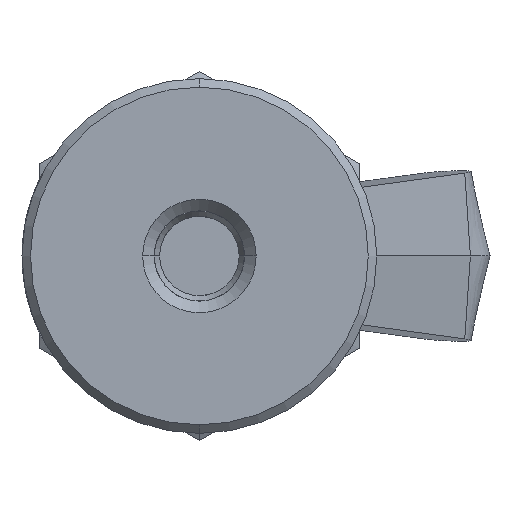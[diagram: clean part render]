
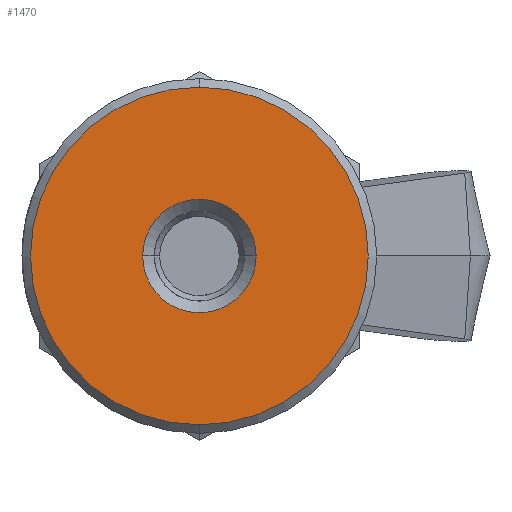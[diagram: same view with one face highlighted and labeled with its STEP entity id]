
A CAD part, left-side view. The second image highlights one B-rep face of the part: STEP entity #1470.
In plain terms, the highlighted planar face has unit normal (-1, 0, 0).
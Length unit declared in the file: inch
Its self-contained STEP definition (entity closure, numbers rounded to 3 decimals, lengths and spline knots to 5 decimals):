
#551 = CARTESIAN_POINT ( 'NONE',  ( -1.528, 0., 0. ) ) ;
#882 = DIRECTION ( 'NONE',  ( -1., 0., 0. ) ) ;
#1144 = DIRECTION ( 'NONE',  ( 1., 0., 0. ) ) ;
#1277 = CARTESIAN_POINT ( 'NONE',  ( -1.528, -0.1, 0. ) ) ;
#1317 = CARTESIAN_POINT ( 'NONE',  ( -1.528, 0., 0. ) ) ;
#1364 = DIRECTION ( 'NONE',  ( 1., 0., 0. ) ) ;
#1470 = ADVANCED_FACE ( 'NONE', ( #11685, #2219 ), #6118, .F. ) ;
#1508 = VERTEX_POINT ( 'NONE', #1277 ) ;
#2016 = VERTEX_POINT ( 'NONE', #6244 ) ;
#2219 = FACE_BOUND ( 'NONE', #10160, .T. ) ;
#2791 = CARTESIAN_POINT ( 'NONE',  ( -1.528, 0., 0. ) ) ;
#2882 = CARTESIAN_POINT ( 'NONE',  ( -1.528, 0., 0. ) ) ;
#3451 = ORIENTED_EDGE ( 'NONE', *, *, #10390, .T. ) ;
#3891 = AXIS2_PLACEMENT_3D ( 'NONE', #10273, #1144, #7257 ) ;
#4414 = CIRCLE ( 'NONE', #7656, 0.1 ) ;
#4686 = DIRECTION ( 'NONE',  ( 0., 0., -1. ) ) ;
#4989 = CIRCLE ( 'NONE', #9859, 0.2975 ) ;
#5064 = DIRECTION ( 'NONE',  ( 0., 0., -1. ) ) ;
#5109 = EDGE_CURVE ( 'NONE', #1508, #5918, #4414, .T. ) ;
#5544 = DIRECTION ( 'NONE',  ( -1., 0., 0. ) ) ;
#5832 = ORIENTED_EDGE ( 'NONE', *, *, #11607, .T. ) ;
#5918 = VERTEX_POINT ( 'NONE', #9889 ) ;
#6118 = PLANE ( 'NONE',  #8575 ) ;
#6244 = CARTESIAN_POINT ( 'NONE',  ( -1.528, 0., -0.2975 ) ) ;
#7215 = DIRECTION ( 'NONE',  ( 0., 0., -1. ) ) ;
#7257 = DIRECTION ( 'NONE',  ( 0., 1., 0. ) ) ;
#7656 = AXIS2_PLACEMENT_3D ( 'NONE', #2882, #12973, #8950 ) ;
#8023 = CARTESIAN_POINT ( 'NONE',  ( -1.528, 0., 0.2975 ) ) ;
#8575 = AXIS2_PLACEMENT_3D ( 'NONE', #1317, #1364, #7215 ) ;
#8950 = DIRECTION ( 'NONE',  ( 0., 1., 0. ) ) ;
#9672 = EDGE_CURVE ( 'NONE', #5918, #1508, #10043, .T. ) ;
#9859 = AXIS2_PLACEMENT_3D ( 'NONE', #551, #5544, #4686 ) ;
#9889 = CARTESIAN_POINT ( 'NONE',  ( -1.528, 0.1, 0. ) ) ;
#10043 = CIRCLE ( 'NONE', #3891, 0.1 ) ;
#10047 = ORIENTED_EDGE ( 'NONE', *, *, #5109, .T. ) ;
#10160 = EDGE_LOOP ( 'NONE', ( #10047, #10848 ) ) ;
#10273 = CARTESIAN_POINT ( 'NONE',  ( -1.528, 0., 0. ) ) ;
#10390 = EDGE_CURVE ( 'NONE', #2016, #12697, #4989, .T. ) ;
#10492 = EDGE_LOOP ( 'NONE', ( #3451, #5832 ) ) ;
#10848 = ORIENTED_EDGE ( 'NONE', *, *, #9672, .T. ) ;
#11607 = EDGE_CURVE ( 'NONE', #12697, #2016, #12738, .T. ) ;
#11685 = FACE_OUTER_BOUND ( 'NONE', #10492, .T. ) ;
#11945 = AXIS2_PLACEMENT_3D ( 'NONE', #2791, #882, #5064 ) ;
#12697 = VERTEX_POINT ( 'NONE', #8023 ) ;
#12738 = CIRCLE ( 'NONE', #11945, 0.2975 ) ;
#12973 = DIRECTION ( 'NONE',  ( 1., 0., 0. ) ) ;
